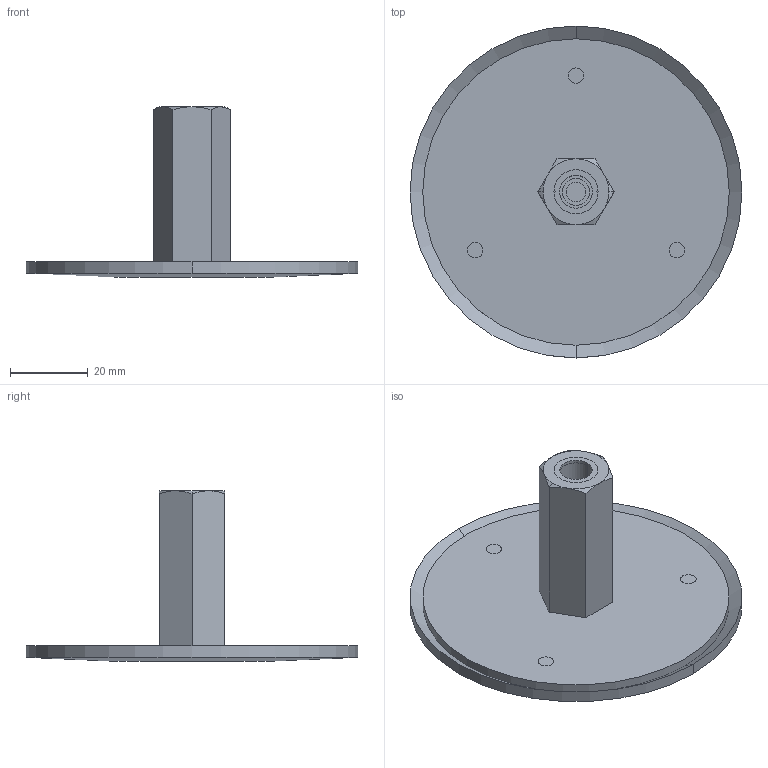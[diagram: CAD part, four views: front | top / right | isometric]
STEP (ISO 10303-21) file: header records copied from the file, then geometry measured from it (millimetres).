
FILE_DESCRIPTION(('CoCreate Modeling STEP Export'),'2;1');
FILE_NAME('5420020.stp','2018-05-02T 8:00:29',(''),(''),'CoCreate Modeling STEP processor for AP214 (Solid Model)','CoCreate Modeling 16.00D 29-May-2009 (C) Parametric Technology GmbH','');
FILE_SCHEMA(('AUTOMOTIVE_DESIGN { 1 0 10303 214 1 1 1 1 }'));
Length unit declared in the file: millimetre
Products named in the file (10): Flanschabdeckung; Kontaktplatte; Verbindungsmuffe; Erdungsfestpunkt.1; Flanschabdeckung.1; Kontaktplatte.1; Verbindungsmuffe.1
Assembly tree (6 placements, depth 2):
  Erdungsfestpunkt.1
    Verbindungsmuffe
    Kontaktplatte
    Flanschabdeckung
  Flanschabdeckung.1
    Flanschabdeckung.1
  Kontaktplatte.1
    Kontaktplatte.1
  Verbindungsmuffe.1
    Verbindungsmuffe.1
Bounding box: 85.6 x 85.6 x 43.95 mm (x, y, z)
Volume: 49573.2 mm3; surface area: 54785.4 mm2
Topology: 6 solids, 6 shells, 332 faces, 796 edges, 514 vertices
Faces by surface type: plane 164, cylinder 106, cone 46, extrusion 16
Entity records: 10939 total; most frequent: CARTESIAN_POINT 3386, ORIENTED_EDGE 1592, DIRECTION 1330, EDGE_CURVE 796, VERTEX_POINT 514, VECTOR 490, LINE 474, AXIS2_PLACEMENT_3D 420
